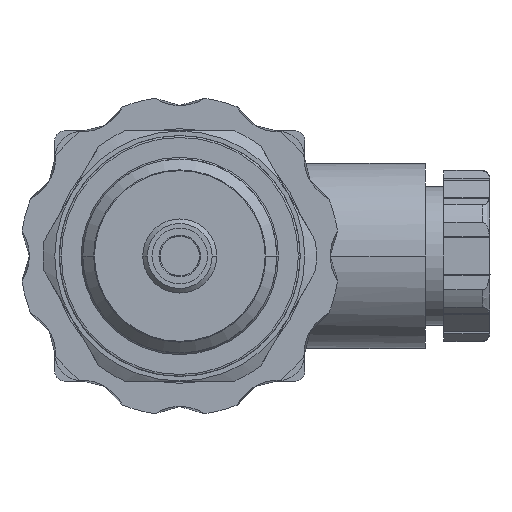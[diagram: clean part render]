
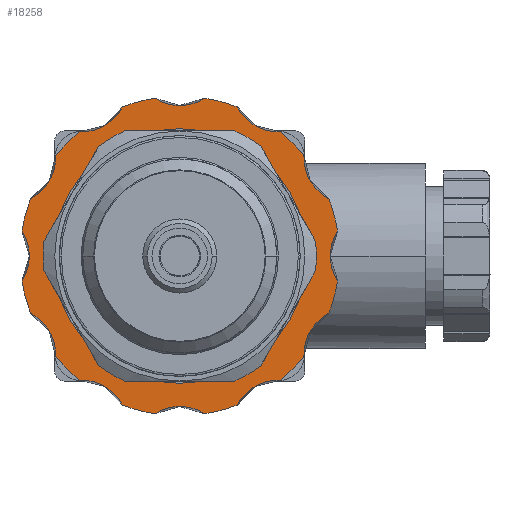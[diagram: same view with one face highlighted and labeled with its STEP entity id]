
A CAD part, front view. The second image highlights one B-rep face of the part: STEP entity #18258.
In plain terms, the highlighted free-form (B-spline) face has degree [1, 1] with [2, 2] control points.
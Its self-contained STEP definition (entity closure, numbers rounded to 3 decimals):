
#5216=CARTESIAN_POINT('',(-21.25,39.5,0.));
#5217=DIRECTION('',(0.,1.,0.));
#5218=DIRECTION('',(0.842,0.,0.539));
#5219=AXIS2_PLACEMENT_3D('',#5216,#5217,#5218);
#5229=CARTESIAN_POINT('',(0.,39.5,0.));
#5230=DIRECTION('',(0.,-1.,0.));
#5231=DIRECTION('',(0.988,0.,0.156));
#5232=AXIS2_PLACEMENT_3D('',#5229,#5230,#5231);
#5242=CARTESIAN_POINT('',(0.,39.5,0.));
#5243=DIRECTION('',(0.,-1.,0.));
#5244=DIRECTION('',(0.777,0.,0.629));
#5245=AXIS2_PLACEMENT_3D('',#5242,#5243,#5244);
#5255=CARTESIAN_POINT('',(0.,39.5,0.));
#5256=DIRECTION('',(0.,-1.,0.));
#5257=DIRECTION('',(0.359,0.,0.933));
#5258=AXIS2_PLACEMENT_3D('',#5255,#5256,#5257);
#5268=CARTESIAN_POINT('',(0.,39.5,0.));
#5269=DIRECTION('',(0.,-1.,0.));
#5270=DIRECTION('',(-0.156,0.,0.988));
#5271=AXIS2_PLACEMENT_3D('',#5268,#5269,#5270);
#5281=CARTESIAN_POINT('',(0.,39.5,0.));
#5282=DIRECTION('',(0.,-1.,0.));
#5283=DIRECTION('',(-0.629,0.,0.777));
#5284=AXIS2_PLACEMENT_3D('',#5281,#5282,#5283);
#5294=CARTESIAN_POINT('',(0.,39.5,0.));
#5295=DIRECTION('',(0.,-1.,0.));
#5296=DIRECTION('',(-0.933,0.,0.359));
#5297=AXIS2_PLACEMENT_3D('',#5294,#5295,#5296);
#5307=CARTESIAN_POINT('',(0.,39.5,0.));
#5308=DIRECTION('',(0.,-1.,0.));
#5309=DIRECTION('',(-0.988,0.,-0.156));
#5310=AXIS2_PLACEMENT_3D('',#5307,#5308,#5309);
#5320=CARTESIAN_POINT('',(0.,39.5,0.));
#5321=DIRECTION('',(0.,-1.,0.));
#5322=DIRECTION('',(-0.777,0.,-0.629));
#5323=AXIS2_PLACEMENT_3D('',#5320,#5321,#5322);
#5333=CARTESIAN_POINT('',(0.,39.5,0.));
#5334=DIRECTION('',(0.,-1.,0.));
#5335=DIRECTION('',(-0.359,0.,-0.933));
#5336=AXIS2_PLACEMENT_3D('',#5333,#5334,#5335);
#5346=CARTESIAN_POINT('',(0.,39.5,0.));
#5347=DIRECTION('',(0.,-1.,0.));
#5348=DIRECTION('',(0.156,0.,-0.988));
#5349=AXIS2_PLACEMENT_3D('',#5346,#5347,#5348);
#5355=CARTESIAN_POINT('',(0.,39.5,0.));
#5356=DIRECTION('',(0.,-1.,0.));
#5357=DIRECTION('',(0.933,0.,-0.359));
#5358=AXIS2_PLACEMENT_3D('',#5355,#5356,#5357);
#5372=CARTESIAN_POINT('',(0.,39.5,0.));
#5373=DIRECTION('',(0.,-1.,0.));
#5374=DIRECTION('',(0.629,0.,-0.777));
#5375=AXIS2_PLACEMENT_3D('',#5372,#5373,#5374);
#5397=CARTESIAN_POINT('',(18.403,39.5,10.625));
#5398=DIRECTION('',(0.,1.,0.));
#5399=DIRECTION('',(-0.46,0.,-0.888));
#5400=AXIS2_PLACEMENT_3D('',#5397,#5398,#5399);
#5402=CARTESIAN_POINT('',(0.,39.5,0.));
#5403=DIRECTION('',(0.,1.,0.));
#5404=DIRECTION('',(-1.,0.,0.));
#5405=AXIS2_PLACEMENT_3D('',#5402,#5403,#5404);
#5407=CARTESIAN_POINT('',(0.,39.5,0.));
#5408=DIRECTION('',(0.,1.,0.));
#5409=DIRECTION('',(1.,0.,0.));
#5410=AXIS2_PLACEMENT_3D('',#5407,#5408,#5409);
#6096=CARTESIAN_POINT('',(18.403,39.5,-10.625));
#6097=DIRECTION('',(0.,1.,0.));
#6098=DIRECTION('',(-0.999,0.,-0.046));
#6099=AXIS2_PLACEMENT_3D('',#6096,#6097,#6098);
#6121=CARTESIAN_POINT('',(10.625,39.5,-18.403));
#6122=DIRECTION('',(0.,1.,0.));
#6123=DIRECTION('',(-0.888,0.,0.46));
#6124=AXIS2_PLACEMENT_3D('',#6121,#6122,#6123);
#6146=CARTESIAN_POINT('',(0.,39.5,-21.25));
#6147=DIRECTION('',(0.,1.,0.));
#6148=DIRECTION('',(-0.539,0.,0.842));
#6149=AXIS2_PLACEMENT_3D('',#6146,#6147,#6148);
#6171=CARTESIAN_POINT('',(-10.625,39.5,-18.403));
#6172=DIRECTION('',(0.,1.,0.));
#6173=DIRECTION('',(-0.046,0.,0.999));
#6174=AXIS2_PLACEMENT_3D('',#6171,#6172,#6173);
#6196=CARTESIAN_POINT('',(-18.403,39.5,-10.625));
#6197=DIRECTION('',(0.,1.,0.));
#6198=DIRECTION('',(0.46,0.,0.888));
#6199=AXIS2_PLACEMENT_3D('',#6196,#6197,#6198);
#6221=CARTESIAN_POINT('',(-18.403,39.5,10.625));
#6222=DIRECTION('',(0.,1.,0.));
#6223=DIRECTION('',(0.999,0.,0.046));
#6224=AXIS2_PLACEMENT_3D('',#6221,#6222,#6223);
#6246=CARTESIAN_POINT('',(-10.625,39.5,18.403));
#6247=DIRECTION('',(0.,1.,0.));
#6248=DIRECTION('',(0.888,0.,-0.46));
#6249=AXIS2_PLACEMENT_3D('',#6246,#6247,#6248);
#6271=CARTESIAN_POINT('',(0.,39.5,21.25));
#6272=DIRECTION('',(0.,1.,0.));
#6273=DIRECTION('',(0.539,0.,-0.842));
#6274=AXIS2_PLACEMENT_3D('',#6271,#6272,#6273);
#6296=CARTESIAN_POINT('',(10.625,39.5,18.403));
#6297=DIRECTION('',(0.,1.,0.));
#6298=DIRECTION('',(0.046,0.,-0.999));
#6299=AXIS2_PLACEMENT_3D('',#6296,#6297,#6298);
#6301=CARTESIAN_POINT('',(21.25,39.5,0.));
#6302=DIRECTION('',(0.,1.,0.));
#6303=DIRECTION('',(-0.842,0.,-0.539));
#6304=AXIS2_PLACEMENT_3D('',#6301,#6302,#6303);
#7509=CARTESIAN_POINT('',(-13.75,39.5,0.));
#7510=CARTESIAN_POINT('',(13.75,39.5,0.));
#7511=VERTEX_POINT('',#7509);
#7512=VERTEX_POINT('',#7510);
#7514=CARTESIAN_POINT('',(17.038,39.5,2.695));
#7516=VERTEX_POINT('',#7514);
#7518=CARTESIAN_POINT('',(17.038,39.5,-2.695));
#7520=VERTEX_POINT('',#7518);
#7525=CARTESIAN_POINT('',(13.408,39.5,10.853));
#7527=VERTEX_POINT('',#7525);
#7529=CARTESIAN_POINT('',(16.103,39.5,6.185));
#7531=VERTEX_POINT('',#7529);
#7533=CARTESIAN_POINT('',(6.185,39.5,16.103));
#7535=VERTEX_POINT('',#7533);
#7537=CARTESIAN_POINT('',(10.853,39.5,13.408));
#7539=VERTEX_POINT('',#7537);
#7541=CARTESIAN_POINT('',(-2.695,39.5,17.038));
#7543=VERTEX_POINT('',#7541);
#7545=CARTESIAN_POINT('',(2.695,39.5,17.038));
#7547=VERTEX_POINT('',#7545);
#7549=CARTESIAN_POINT('',(-10.853,39.5,13.408));
#7551=VERTEX_POINT('',#7549);
#7553=CARTESIAN_POINT('',(-6.185,39.5,16.103));
#7555=VERTEX_POINT('',#7553);
#7557=CARTESIAN_POINT('',(-16.103,39.5,6.185));
#7559=VERTEX_POINT('',#7557);
#7561=CARTESIAN_POINT('',(-13.408,39.5,10.853));
#7563=VERTEX_POINT('',#7561);
#7565=CARTESIAN_POINT('',(-17.038,39.5,-2.695));
#7567=VERTEX_POINT('',#7565);
#7569=CARTESIAN_POINT('',(-17.038,39.5,2.695));
#7571=VERTEX_POINT('',#7569);
#7576=CARTESIAN_POINT('',(-13.408,39.5,-10.853));
#7578=VERTEX_POINT('',#7576);
#7580=CARTESIAN_POINT('',(-16.103,39.5,-6.185));
#7582=VERTEX_POINT('',#7580);
#7584=CARTESIAN_POINT('',(-6.185,39.5,-16.103));
#7586=VERTEX_POINT('',#7584);
#7588=CARTESIAN_POINT('',(-10.853,39.5,-13.408));
#7590=VERTEX_POINT('',#7588);
#7592=CARTESIAN_POINT('',(2.695,39.5,-17.038));
#7594=VERTEX_POINT('',#7592);
#7596=CARTESIAN_POINT('',(-2.695,39.5,-17.038));
#7598=VERTEX_POINT('',#7596);
#7600=CARTESIAN_POINT('',(10.853,39.5,-13.408));
#7602=VERTEX_POINT('',#7600);
#7604=CARTESIAN_POINT('',(6.185,39.5,-16.103));
#7606=VERTEX_POINT('',#7604);
#7608=CARTESIAN_POINT('',(16.103,39.5,-6.185));
#7610=VERTEX_POINT('',#7608);
#7612=CARTESIAN_POINT('',(13.408,39.5,-10.853));
#7614=VERTEX_POINT('',#7612);
#18211=CARTESIAN_POINT('',(-17.72,39.5,-17.72));
#18212=CARTESIAN_POINT('',(-17.72,39.5,17.72));
#18213=CARTESIAN_POINT('',(17.72,39.5,-17.72));
#18214=CARTESIAN_POINT('',(17.72,39.5,17.72));
#18215=B_SPLINE_SURFACE_WITH_KNOTS('',1,1,((#18211,#18212),(#18213,#18214)),
.UNSPECIFIED.,.F.,.F.,.F.,(2,2),(2,2),(-17.72,17.72),(
-17.72,17.72),.UNSPECIFIED.);
#18217=ORIENTED_EDGE('',*,*,#18216,.F.);
#18218=ORIENTED_EDGE('',*,*,#18185,.F.);
#18220=ORIENTED_EDGE('',*,*,#18219,.F.);
#18221=ORIENTED_EDGE('',*,*,#18119,.F.);
#18223=ORIENTED_EDGE('',*,*,#18222,.F.);
#18224=ORIENTED_EDGE('',*,*,#18086,.F.);
#18226=ORIENTED_EDGE('',*,*,#18225,.F.);
#18227=ORIENTED_EDGE('',*,*,#18053,.F.);
#18229=ORIENTED_EDGE('',*,*,#18228,.F.);
#18230=ORIENTED_EDGE('',*,*,#18020,.F.);
#18231=ORIENTED_EDGE('',*,*,#17789,.F.);
#18232=ORIENTED_EDGE('',*,*,#17988,.F.);
#18234=ORIENTED_EDGE('',*,*,#18233,.F.);
#18235=ORIENTED_EDGE('',*,*,#17956,.F.);
#18237=ORIENTED_EDGE('',*,*,#18236,.F.);
#18238=ORIENTED_EDGE('',*,*,#17923,.F.);
#18240=ORIENTED_EDGE('',*,*,#18239,.F.);
#18241=ORIENTED_EDGE('',*,*,#17890,.F.);
#18243=ORIENTED_EDGE('',*,*,#18242,.F.);
#18244=ORIENTED_EDGE('',*,*,#17857,.F.);
#18245=ORIENTED_EDGE('',*,*,#18205,.F.);
#18246=ORIENTED_EDGE('',*,*,#17824,.F.);
#18248=ORIENTED_EDGE('',*,*,#18247,.F.);
#18249=ORIENTED_EDGE('',*,*,#18149,.F.);
#18250=EDGE_LOOP('',(#18217,#18218,#18220,#18221,#18223,#18224,#18226,#18227,
#18229,#18230,#18231,#18232,#18234,#18235,#18237,#18238,#18240,#18241,#18243,
#18244,#18245,#18246,#18248,#18249));
#18251=FACE_OUTER_BOUND('',#18250,.F.);
#18253=ORIENTED_EDGE('',*,*,#18252,.F.);
#18255=ORIENTED_EDGE('',*,*,#18254,.F.);
#18256=EDGE_LOOP('',(#18253,#18255));
#18257=FACE_BOUND('',#18256,.F.);
#5220=CIRCLE('',#5219,5.);
#5233=CIRCLE('',#5232,17.25);
#5246=CIRCLE('',#5245,17.25);
#5259=CIRCLE('',#5258,17.25);
#5272=CIRCLE('',#5271,17.25);
#5285=CIRCLE('',#5284,17.25);
#5298=CIRCLE('',#5297,17.25);
#5311=CIRCLE('',#5310,17.25);
#5324=CIRCLE('',#5323,17.25);
#5337=CIRCLE('',#5336,17.25);
#5350=CIRCLE('',#5349,17.25);
#5359=CIRCLE('',#5358,17.25);
#5376=CIRCLE('',#5375,17.25);
#5401=CIRCLE('',#5400,5.);
#5406=CIRCLE('',#5405,13.75);
#5411=CIRCLE('',#5410,13.75);
#6100=CIRCLE('',#6099,5.);
#6125=CIRCLE('',#6124,5.);
#6150=CIRCLE('',#6149,5.);
#6175=CIRCLE('',#6174,5.);
#6200=CIRCLE('',#6199,5.);
#6225=CIRCLE('',#6224,5.);
#6250=CIRCLE('',#6249,5.);
#6275=CIRCLE('',#6274,5.);
#6300=CIRCLE('',#6299,5.);
#6305=CIRCLE('',#6304,5.);
#17789=EDGE_CURVE('',#7571,#7567,#5220,.T.);
#17824=EDGE_CURVE('',#7516,#7531,#5233,.T.);
#17857=EDGE_CURVE('',#7527,#7539,#5246,.T.);
#17890=EDGE_CURVE('',#7535,#7547,#5259,.T.);
#17923=EDGE_CURVE('',#7543,#7555,#5272,.T.);
#17956=EDGE_CURVE('',#7551,#7563,#5285,.T.);
#17988=EDGE_CURVE('',#7559,#7571,#5298,.T.);
#18020=EDGE_CURVE('',#7567,#7582,#5311,.T.);
#18053=EDGE_CURVE('',#7578,#7590,#5324,.T.);
#18086=EDGE_CURVE('',#7586,#7598,#5337,.T.);
#18119=EDGE_CURVE('',#7594,#7606,#5350,.T.);
#18149=EDGE_CURVE('',#7610,#7520,#5359,.T.);
#18185=EDGE_CURVE('',#7602,#7614,#5376,.T.);
#18205=EDGE_CURVE('',#7531,#7527,#5401,.T.);
#18216=EDGE_CURVE('',#7614,#7610,#6100,.T.);
#18219=EDGE_CURVE('',#7606,#7602,#6125,.T.);
#18222=EDGE_CURVE('',#7598,#7594,#6150,.T.);
#18225=EDGE_CURVE('',#7590,#7586,#6175,.T.);
#18228=EDGE_CURVE('',#7582,#7578,#6200,.T.);
#18233=EDGE_CURVE('',#7563,#7559,#6225,.T.);
#18236=EDGE_CURVE('',#7555,#7551,#6250,.T.);
#18239=EDGE_CURVE('',#7547,#7543,#6275,.T.);
#18242=EDGE_CURVE('',#7539,#7535,#6300,.T.);
#18247=EDGE_CURVE('',#7520,#7516,#6305,.T.);
#18252=EDGE_CURVE('',#7511,#7512,#5406,.T.);
#18254=EDGE_CURVE('',#7512,#7511,#5411,.T.);
#18258=ADVANCED_FACE('',(#18251,#18257),#18215,.T.);
